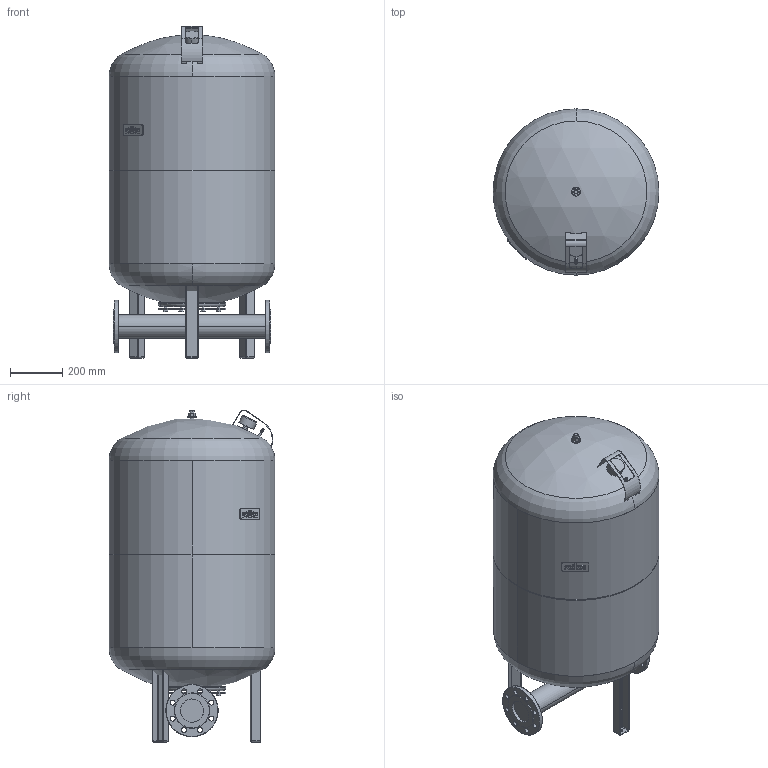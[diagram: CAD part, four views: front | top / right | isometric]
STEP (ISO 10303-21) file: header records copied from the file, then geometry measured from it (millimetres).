
FILE_DESCRIPTION((''),'2;1');
FILE_NAME('3d_DT5300_10bar-7336405.stp','2009-12-29T14:06:44',(''),(''),'Mechanical Desktop 2008','Mechanical Desktop 2008',', , ');
FILE_SCHEMA(('CONFIG_CONTROL_DESIGN'));
Length unit declared in the file: millimetre
Products named in the file (1): Product
Bounding box: 634 x 634 x 1268.37 mm (x, y, z)
Volume: 298667921.8 mm3; surface area: 4395865.3 mm2
Topology: 23 solids, 23 shells, 537 faces, 1258 edges, 784 vertices
Faces by surface type: plane 223, cylinder 193, cone 44, bspline 43, torus 24, sphere 10
Entity records: 16764 total; most frequent: CARTESIAN_POINT 4040, DIRECTION 2784, ORIENTED_EDGE 2492, EDGE_CURVE 1246, AXIS2_PLACEMENT_3D 1053, VERTEX_POINT 784, VECTOR 678, LINE 678
